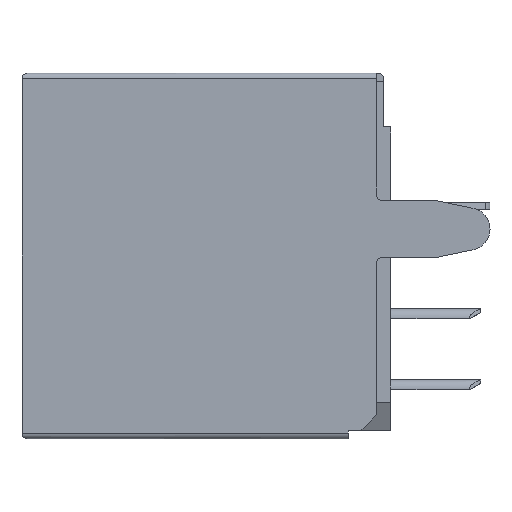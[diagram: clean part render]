
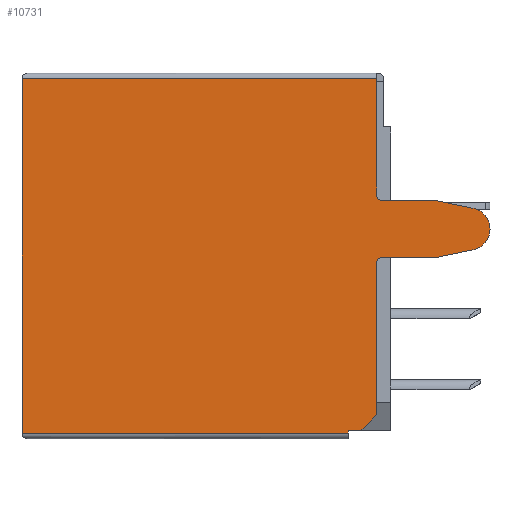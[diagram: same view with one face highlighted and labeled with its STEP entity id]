
A CAD part, left-side view. The second image highlights one B-rep face of the part: STEP entity #10731.
In plain terms, the highlighted planar face has unit normal (-1, 0, 0).
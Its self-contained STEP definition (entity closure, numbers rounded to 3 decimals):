
#8 = DIRECTION ( 'NONE',  ( 0., 0., 1. ) ) ;
#15 = CARTESIAN_POINT ( 'NONE',  ( -7., 0.25, -0.3 ) ) ;
#132 = DIRECTION ( 'NONE',  ( 0., 1., 0. ) ) ;
#133 = CARTESIAN_POINT ( 'NONE',  ( -7., 1.25, -12.6 ) ) ;
#134 = DIRECTION ( 'NONE',  ( 0., 0., 1. ) ) ;
#135 = CARTESIAN_POINT ( 'NONE',  ( -7., 0.25, -12.05 ) ) ;
#152 = DIRECTION ( 'NONE',  ( 0., -0.707, 0.707 ) ) ;
#156 = CARTESIAN_POINT ( 'NONE',  ( -7., 1.25, -12.7 ) ) ;
#162 = DIRECTION ( 'NONE',  ( 0., 0., 1. ) ) ;
#164 = DIRECTION ( 'NONE',  ( 0., -1., 0. ) ) ;
#165 = CARTESIAN_POINT ( 'NONE',  ( -7., 12.75, -12.9 ) ) ;
#166 = DIRECTION ( 'NONE',  ( 0., 0., -1. ) ) ;
#167 = CARTESIAN_POINT ( 'NONE',  ( -7., 0.05, -6.5 ) ) ;
#168 = CARTESIAN_POINT ( 'NONE',  ( -7., 1.25, -12.6 ) ) ;
#169 = DIRECTION ( 'NONE',  ( 0., -1., 0. ) ) ;
#171 = CARTESIAN_POINT ( 'NONE',  ( -7., 0.8, -12.6 ) ) ;
#402 = CARTESIAN_POINT ( 'NONE',  ( -7., -3.15, -6.235 ) ) ;
#451 = CARTESIAN_POINT ( 'NONE',  ( -7., -3.75, -5.5 ) ) ;
#605 = CARTESIAN_POINT ( 'NONE',  ( -7., 0.25, -0.2 ) ) ;
#607 = CARTESIAN_POINT ( 'NONE',  ( -7., 0.25, -4.3 ) ) ;
#755 = VERTEX_POINT ( 'NONE', #451 ) ;
#772 = VERTEX_POINT ( 'NONE', #402 ) ;
#915 = VERTEX_POINT ( 'NONE', #607 ) ;
#916 = VERTEX_POINT ( 'NONE', #605 ) ;
#959 = DIRECTION ( 'NONE',  ( 0., 1., 0. ) ) ;
#960 = CARTESIAN_POINT ( 'NONE',  ( -7., -3., -5.5 ) ) ;
#967 = DIRECTION ( 'NONE',  ( 1., 0., 0. ) ) ;
#1170 = EDGE_CURVE ( 'NONE', #755, #772, #4480, .T. ) ;
#1345 = EDGE_CURVE ( 'NONE', #915, #916, #4774, .T. ) ;
#1433 = EDGE_CURVE ( 'NONE', #10914, #10882, #4947, .T. ) ;
#1439 = EDGE_CURVE ( 'NONE', #10928, #10931, #4959, .T. ) ;
#1440 = EDGE_CURVE ( 'NONE', #10928, #10932, #4957, .T. ) ;
#1441 = EDGE_CURVE ( 'NONE', #10882, #10932, #4963, .T. ) ;
#1442 = EDGE_CURVE ( 'NONE', #10914, #10924, #4961, .T. ) ;
#1443 = EDGE_CURVE ( 'NONE', #10924, #10908, #4967, .T. ) ;
#1444 = EDGE_CURVE ( 'NONE', #10908, #10916, #4969, .T. ) ;
#1445 = EDGE_CURVE ( 'NONE', #10916, #10898, #4971, .T. ) ;
#1446 = EDGE_CURVE ( 'NONE', #772, #10898, #4972, .T. ) ;
#1447 = EDGE_CURVE ( 'NONE', #10880, #755, #4974, .T. ) ;
#1448 = EDGE_CURVE ( 'NONE', #10922, #10880, #4965, .T. ) ;
#1449 = EDGE_CURVE ( 'NONE', #10922, #10865, #4976, .T. ) ;
#1450 = EDGE_CURVE ( 'NONE', #10865, #915, #4979, .T. ) ;
#1451 = EDGE_CURVE ( 'NONE', #916, #10931, #4981, .T. ) ;
#1931 = AXIS2_PLACEMENT_3D ( 'NONE', #960, #967, #959 ) ;
#1998 = CARTESIAN_POINT ( 'NONE',  ( -7., 12.75, -0.2 ) ) ;
#2299 = CARTESIAN_POINT ( 'NONE',  ( -7., 0.05, -4.3 ) ) ;
#2320 = DIRECTION ( 'NONE',  ( 0., 1., 0. ) ) ;
#2325 = DIRECTION ( 'NONE',  ( 0., 1., 0. ) ) ;
#2327 = DIRECTION ( 'NONE',  ( 1., 0., 0. ) ) ;
#2344 = DIRECTION ( 'NONE',  ( 0., 1., 0. ) ) ;
#2350 = DIRECTION ( 'NONE',  ( 0., -0.98, -0.2 ) ) ;
#2351 = CARTESIAN_POINT ( 'NONE',  ( -7., -1.85, -4.5 ) ) ;
#2353 = DIRECTION ( 'NONE',  ( 0., 1., 0. ) ) ;
#2354 = DIRECTION ( 'NONE',  ( 1., 0., 0. ) ) ;
#2358 = DIRECTION ( 'NONE',  ( 1., 0., 0. ) ) ;
#3786 = EDGE_LOOP ( 'NONE', ( #4126, #4127, #4128, #4129, #4130, #4131, #4132, #4133, #4134, #4135, #4136, #4137, #4138, #4139, #4140, #4141 ) ) ;
#4126 = ORIENTED_EDGE ( 'NONE', *, *, #1439, .F. ) ;
#4127 = ORIENTED_EDGE ( 'NONE', *, *, #1440, .T. ) ;
#4128 = ORIENTED_EDGE ( 'NONE', *, *, #1441, .F. ) ;
#4129 = ORIENTED_EDGE ( 'NONE', *, *, #1433, .F. ) ;
#4130 = ORIENTED_EDGE ( 'NONE', *, *, #1442, .T. ) ;
#4131 = ORIENTED_EDGE ( 'NONE', *, *, #1443, .T. ) ;
#4132 = ORIENTED_EDGE ( 'NONE', *, *, #1444, .T. ) ;
#4133 = ORIENTED_EDGE ( 'NONE', *, *, #1445, .T. ) ;
#4134 = ORIENTED_EDGE ( 'NONE', *, *, #1446, .F. ) ;
#4135 = ORIENTED_EDGE ( 'NONE', *, *, #1170, .F. ) ;
#4136 = ORIENTED_EDGE ( 'NONE', *, *, #1447, .F. ) ;
#4137 = ORIENTED_EDGE ( 'NONE', *, *, #1448, .F. ) ;
#4138 = ORIENTED_EDGE ( 'NONE', *, *, #1449, .T. ) ;
#4139 = ORIENTED_EDGE ( 'NONE', *, *, #1450, .T. ) ;
#4140 = ORIENTED_EDGE ( 'NONE', *, *, #1345, .T. ) ;
#4141 = ORIENTED_EDGE ( 'NONE', *, *, #1451, .T. ) ;
#4480 = CIRCLE ( 'NONE', #1931, 0.75 ) ;
#4682 = DIRECTION ( 'NONE',  ( 0., 0.98, -0.2 ) ) ;
#4774 = LINE ( 'NONE', #15, #4776 ) ;
#4776 = VECTOR ( 'NONE', #8, 1000. ) ;
#4947 = LINE ( 'NONE', #133, #4950 ) ;
#4950 = VECTOR ( 'NONE', #132, 1000. ) ;
#4957 = LINE ( 'NONE', #156, #4964 ) ;
#4959 = LINE ( 'NONE', #165, #4962 ) ;
#4961 = LINE ( 'NONE', #171, #4968 ) ;
#4962 = VECTOR ( 'NONE', #162, 1000. ) ;
#4963 = LINE ( 'NONE', #168, #4966 ) ;
#4964 = VECTOR ( 'NONE', #169, 1000. ) ;
#4965 = LINE ( 'NONE', #2351, #4978 ) ;
#4966 = VECTOR ( 'NONE', #166, 1000. ) ;
#4967 = LINE ( 'NONE', #135, #4970 ) ;
#4968 = VECTOR ( 'NONE', #152, 1000. ) ;
#4969 = CIRCLE ( 'NONE', #5816, 0.2 ) ;
#4970 = VECTOR ( 'NONE', #134, 1000. ) ;
#4971 = LINE ( 'NONE', #167, #4973 ) ;
#4972 = LINE ( 'NONE', #11091, #4975 ) ;
#4973 = VECTOR ( 'NONE', #164, 1000. ) ;
#4974 = CIRCLE ( 'NONE', #5817, 0.75 ) ;
#4975 = VECTOR ( 'NONE', #4682, 1000. ) ;
#4976 = LINE ( 'NONE', #10840, #4980 ) ;
#4978 = VECTOR ( 'NONE', #2350, 1000. ) ;
#4979 = CIRCLE ( 'NONE', #5818, 0.2 ) ;
#4980 = VECTOR ( 'NONE', #2344, 1000. ) ;
#4981 = LINE ( 'NONE', #1998, #4983 ) ;
#4983 = VECTOR ( 'NONE', #2320, 1000. ) ;
#5816 = AXIS2_PLACEMENT_3D ( 'NONE', #9943, #2358, #10938 ) ;
#5817 = AXIS2_PLACEMENT_3D ( 'NONE', #10933, #2354, #2353 ) ;
#5818 = AXIS2_PLACEMENT_3D ( 'NONE', #2299, #2327, #2325 ) ;
#9658 = FACE_OUTER_BOUND ( 'NONE', #3786, .T. ) ;
#9943 = CARTESIAN_POINT ( 'NONE',  ( -7., 0.05, -6.7 ) ) ;
#10018 = CARTESIAN_POINT ( 'NONE',  ( -7., 12.75, -12.9 ) ) ;
#10027 = PLANE ( 'NONE',  #10652 ) ;
#10029 = DIRECTION ( 'NONE',  ( -1., 0., 0. ) ) ;
#10030 = DIRECTION ( 'NONE',  ( 0., -1., 0. ) ) ;
#10306 = CARTESIAN_POINT ( 'NONE',  ( -7., 0.05, -4.5 ) ) ;
#10321 = CARTESIAN_POINT ( 'NONE',  ( -7., -3.15, -4.765 ) ) ;
#10323 = CARTESIAN_POINT ( 'NONE',  ( -7., 1.25, -12.6 ) ) ;
#10339 = CARTESIAN_POINT ( 'NONE',  ( -7., -1.85, -6.5 ) ) ;
#10349 = CARTESIAN_POINT ( 'NONE',  ( -7., 0.25, -6.7 ) ) ;
#10355 = CARTESIAN_POINT ( 'NONE',  ( -7., 0.8, -12.6 ) ) ;
#10357 = CARTESIAN_POINT ( 'NONE',  ( -7., 0.05, -6.5 ) ) ;
#10363 = CARTESIAN_POINT ( 'NONE',  ( -7., -1.85, -4.5 ) ) ;
#10365 = CARTESIAN_POINT ( 'NONE',  ( -7., 0.25, -12.05 ) ) ;
#10369 = CARTESIAN_POINT ( 'NONE',  ( -7., 12.75, -12.7 ) ) ;
#10372 = CARTESIAN_POINT ( 'NONE',  ( -7., 12.75, -0.2 ) ) ;
#10373 = CARTESIAN_POINT ( 'NONE',  ( -7., 1.25, -12.7 ) ) ;
#10652 = AXIS2_PLACEMENT_3D ( 'NONE', #10018, #10029, #10030 ) ;
#10731 = ADVANCED_FACE ( 'NONE', ( #9658 ), #10027, .T. ) ;
#10840 = CARTESIAN_POINT ( 'NONE',  ( -7., 0., -4.5 ) ) ;
#10865 = VERTEX_POINT ( 'NONE', #10306 ) ;
#10880 = VERTEX_POINT ( 'NONE', #10321 ) ;
#10882 = VERTEX_POINT ( 'NONE', #10323 ) ;
#10898 = VERTEX_POINT ( 'NONE', #10339 ) ;
#10908 = VERTEX_POINT ( 'NONE', #10349 ) ;
#10914 = VERTEX_POINT ( 'NONE', #10355 ) ;
#10916 = VERTEX_POINT ( 'NONE', #10357 ) ;
#10922 = VERTEX_POINT ( 'NONE', #10363 ) ;
#10924 = VERTEX_POINT ( 'NONE', #10365 ) ;
#10928 = VERTEX_POINT ( 'NONE', #10369 ) ;
#10931 = VERTEX_POINT ( 'NONE', #10372 ) ;
#10932 = VERTEX_POINT ( 'NONE', #10373 ) ;
#10933 = CARTESIAN_POINT ( 'NONE',  ( -7., -3., -5.5 ) ) ;
#10938 = DIRECTION ( 'NONE',  ( 0., 1., 0. ) ) ;
#11091 = CARTESIAN_POINT ( 'NONE',  ( -7., -1.85, -6.5 ) ) ;
